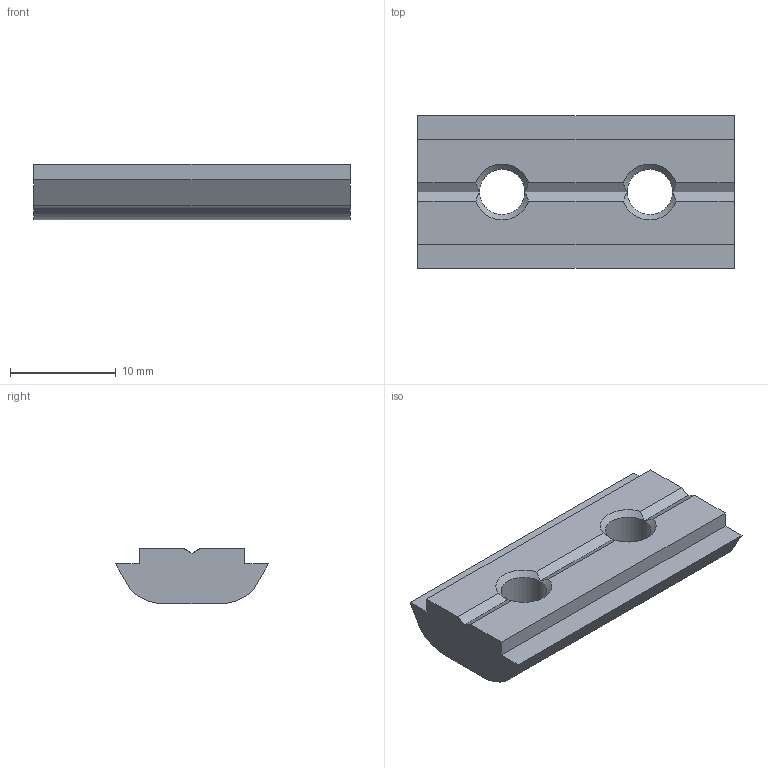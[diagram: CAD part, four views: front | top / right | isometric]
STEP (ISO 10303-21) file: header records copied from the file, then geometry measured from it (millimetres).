
FILE_DESCRIPTION(/* description */ ('SLIDING BLOCK N10'),/* implementation_level */ '2;1');
FILE_NAME(/* name */ '3842536676.stp',/* time_stamp */ '2026-03-17T09:39:11+01:00',/* author */ ('andreas.svensson'),/* organization */ (''),/* preprocessor_version */ 'ST-DEVELOPER v20.1',/* originating_system */ 'Autodesk Inventor 2026',/* authorisation */ '');
FILE_SCHEMA (('AUTOMOTIVE_DESIGN { 1 0 10303 214 3 1 1 }'));
Length unit declared in the file: millimetre
Products named in the file (1): 3842536676
Bounding box: 30 x 14.5 x 5.3 mm (x, y, z)
Volume: 1634 mm3; surface area: 1261.9 mm2
Topology: 1 solids, 1 shells, 31 faces, 87 edges, 54 vertices
Faces by surface type: plane 19, cone 6, cylinder 6
Full cylindrical faces by diameter (mm): 4.3 x2
Entity records: 1071 total; most frequent: CARTESIAN_POINT 195, DIRECTION 179, ORIENTED_EDGE 174, EDGE_CURVE 87, AXIS2_PLACEMENT_3D 64, VERTEX_POINT 54, LINE 51, VECTOR 51
